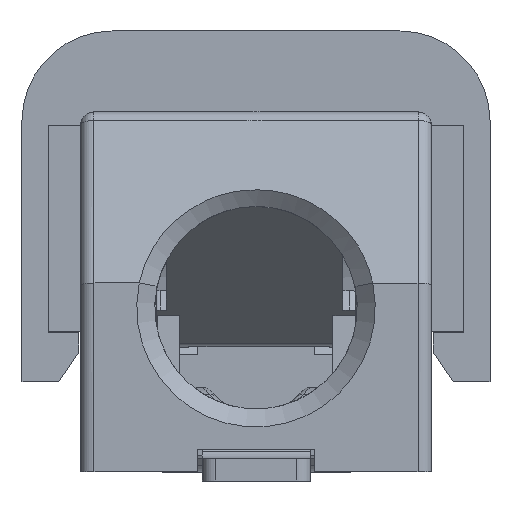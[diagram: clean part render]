
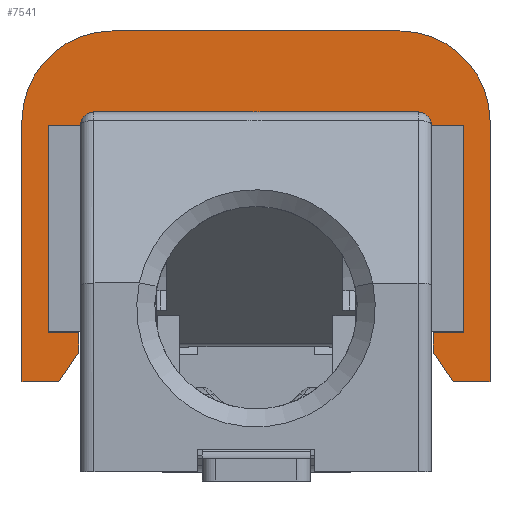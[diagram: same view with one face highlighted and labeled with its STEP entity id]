
A CAD part, front view. The second image highlights one B-rep face of the part: STEP entity #7541.
In plain terms, the highlighted planar face has unit normal (0, -1, 0).
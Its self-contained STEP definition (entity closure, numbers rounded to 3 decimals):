
#257=CIRCLE('',#8023,1.);
#258=CIRCLE('',#8026,1.);
#259=CIRCLE('',#8036,0.25);
#260=CIRCLE('',#8038,0.25);
#1411=ORIENTED_EDGE('',*,*,#3182,.F.);
#1412=ORIENTED_EDGE('',*,*,#3194,.T.);
#1413=ORIENTED_EDGE('',*,*,#3196,.T.);
#1414=ORIENTED_EDGE('',*,*,#3198,.T.);
#1415=ORIENTED_EDGE('',*,*,#3200,.T.);
#1416=ORIENTED_EDGE('',*,*,#3202,.T.);
#1417=ORIENTED_EDGE('',*,*,#3204,.T.);
#1418=ORIENTED_EDGE('',*,*,#3206,.T.);
#1419=ORIENTED_EDGE('',*,*,#3207,.T.);
#1420=ORIENTED_EDGE('',*,*,#3209,.T.);
#1421=ORIENTED_EDGE('',*,*,#3211,.F.);
#1422=ORIENTED_EDGE('',*,*,#3213,.F.);
#1423=ORIENTED_EDGE('',*,*,#3215,.F.);
#1424=ORIENTED_EDGE('',*,*,#3218,.T.);
#1425=ORIENTED_EDGE('',*,*,#3219,.T.);
#1426=ORIENTED_EDGE('',*,*,#3150,.T.);
#1427=ORIENTED_EDGE('',*,*,#3192,.F.);
#1428=ORIENTED_EDGE('',*,*,#3191,.F.);
#1429=ORIENTED_EDGE('',*,*,#3189,.F.);
#1430=ORIENTED_EDGE('',*,*,#3146,.T.);
#1431=ORIENTED_EDGE('',*,*,#3221,.T.);
#1432=ORIENTED_EDGE('',*,*,#3222,.T.);
#1433=ORIENTED_EDGE('',*,*,#3175,.T.);
#1434=ORIENTED_EDGE('',*,*,#3178,.F.);
#1435=ORIENTED_EDGE('',*,*,#3181,.T.);
#1436=ORIENTED_EDGE('',*,*,#3223,.T.);
#3146=EDGE_CURVE('',#4132,#4131,#4953,.T.);
#3150=EDGE_CURVE('',#4136,#4135,#4957,.T.);
#3175=EDGE_CURVE('',#4155,#4156,#4980,.T.);
#3178=EDGE_CURVE('',#4157,#4156,#4983,.T.);
#3181=EDGE_CURVE('',#4157,#4158,#4986,.T.);
#3182=EDGE_CURVE('',#4159,#4160,#4987,.F.);
#3189=EDGE_CURVE('',#4132,#4163,#4994,.T.);
#3191=EDGE_CURVE('',#4163,#4164,#4996,.T.);
#3192=EDGE_CURVE('',#4164,#4135,#4997,.T.);
#3194=EDGE_CURVE('',#4159,#4165,#4999,.T.);
#3196=EDGE_CURVE('',#4165,#4166,#5001,.T.);
#3198=EDGE_CURVE('',#4166,#4167,#257,.T.);
#3200=EDGE_CURVE('',#4167,#4168,#5004,.T.);
#3202=EDGE_CURVE('',#4168,#4169,#258,.T.);
#3204=EDGE_CURVE('',#4169,#4170,#5007,.T.);
#3206=EDGE_CURVE('',#4170,#4171,#5009,.T.);
#3207=EDGE_CURVE('',#4171,#4172,#5010,.F.);
#3209=EDGE_CURVE('',#4172,#4173,#5012,.T.);
#3211=EDGE_CURVE('',#4174,#4173,#5014,.T.);
#3213=EDGE_CURVE('',#4175,#4174,#5016,.T.);
#3215=EDGE_CURVE('',#4176,#4175,#5018,.T.);
#3218=EDGE_CURVE('',#4176,#4177,#5021,.T.);
#3219=EDGE_CURVE('',#4177,#4136,#259,.T.);
#3221=EDGE_CURVE('',#4131,#4178,#260,.T.);
#3222=EDGE_CURVE('',#4178,#4155,#5023,.T.);
#3223=EDGE_CURVE('',#4158,#4160,#5024,.T.);
#4131=VERTEX_POINT('',#11550);
#4132=VERTEX_POINT('',#11552);
#4135=VERTEX_POINT('',#11558);
#4136=VERTEX_POINT('',#11560);
#4155=VERTEX_POINT('',#11607);
#4156=VERTEX_POINT('',#11608);
#4157=VERTEX_POINT('',#11613);
#4158=VERTEX_POINT('',#11617);
#4159=VERTEX_POINT('',#11621);
#4160=VERTEX_POINT('',#11622);
#4163=VERTEX_POINT('',#11633);
#4164=VERTEX_POINT('',#11637);
#4165=VERTEX_POINT('',#11643);
#4166=VERTEX_POINT('',#11647);
#4167=VERTEX_POINT('',#11651);
#4168=VERTEX_POINT('',#11655);
#4169=VERTEX_POINT('',#11659);
#4170=VERTEX_POINT('',#11663);
#4171=VERTEX_POINT('',#11667);
#4172=VERTEX_POINT('',#11671);
#4173=VERTEX_POINT('',#11675);
#4174=VERTEX_POINT('',#11679);
#4175=VERTEX_POINT('',#11683);
#4176=VERTEX_POINT('',#11687);
#4177=VERTEX_POINT('',#11691);
#4178=VERTEX_POINT('',#11697);
#4953=LINE('',#11551,#5813);
#4957=LINE('',#11559,#5817);
#4980=LINE('',#11606,#5840);
#4983=LINE('',#11612,#5843);
#4986=LINE('',#11618,#5846);
#4987=LINE('',#11620,#5847);
#4994=LINE('',#11634,#5854);
#4996=LINE('',#11638,#5856);
#4997=LINE('',#11640,#5857);
#4999=LINE('',#11644,#5859);
#5001=LINE('',#11648,#5861);
#5004=LINE('',#11656,#5864);
#5007=LINE('',#11664,#5867);
#5009=LINE('',#11668,#5869);
#5010=LINE('',#11670,#5870);
#5012=LINE('',#11674,#5872);
#5014=LINE('',#11678,#5874);
#5016=LINE('',#11682,#5876);
#5018=LINE('',#11686,#5878);
#5021=LINE('',#11692,#5881);
#5023=LINE('',#11700,#5883);
#5024=LINE('',#11702,#5884);
#5813=VECTOR('',#9248,1000.);
#5817=VECTOR('',#9252,1000.);
#5840=VECTOR('',#9285,1000.);
#5843=VECTOR('',#9290,1000.);
#5846=VECTOR('',#9295,1000.);
#5847=VECTOR('',#9298,1000.);
#5854=VECTOR('',#9309,1000.);
#5856=VECTOR('',#9313,1000.);
#5857=VECTOR('',#9316,1000.);
#5859=VECTOR('',#9320,1000.);
#5861=VECTOR('',#9324,1000.);
#5864=VECTOR('',#9333,1000.);
#5867=VECTOR('',#9342,1000.);
#5869=VECTOR('',#9346,1000.);
#5870=VECTOR('',#9349,1000.);
#5872=VECTOR('',#9353,1000.);
#5874=VECTOR('',#9357,1000.);
#5876=VECTOR('',#9361,1000.);
#5878=VECTOR('',#9365,1000.);
#5881=VECTOR('',#9370,1000.);
#5883=VECTOR('',#9382,1000.);
#5884=VECTOR('',#9385,1000.);
#6463=EDGE_LOOP('',(#1411,#1412,#1413,#1414,#1415,#1416,#1417,#1418,#1419,
#1420,#1421,#1422,#1423,#1424,#1425,#1426,#1427,#1428,#1429,#1430,#1431,
#1432,#1433,#1434,#1435,#1436));
#6869=FACE_BOUND('',#6463,.T.);
#7239=PLANE('',#8040);
#7541=ADVANCED_FACE('',(#6869),#7239,.F.);
#8023=AXIS2_PLACEMENT_3D('',#11652,#9328,#9329);
#8026=AXIS2_PLACEMENT_3D('',#11660,#9337,#9338);
#8036=AXIS2_PLACEMENT_3D('',#11694,#9373,#9374);
#8038=AXIS2_PLACEMENT_3D('',#11698,#9378,#9379);
#8040=AXIS2_PLACEMENT_3D('',#11701,#9383,#9384);
#9248=DIRECTION('',(1.,0.,0.));
#9252=DIRECTION('',(1.,0.,0.));
#9285=DIRECTION('',(0.707,0.,-0.707));
#9290=DIRECTION('',(0.,0.,1.));
#9295=DIRECTION('',(-1.,0.,0.));
#9298=DIRECTION('',(0.555,0.,-0.832));
#9309=DIRECTION('',(0.,0.,-1.));
#9313=DIRECTION('',(-1.,0.,0.));
#9316=DIRECTION('',(0.,0.,1.));
#9320=DIRECTION('',(1.,0.,0.));
#9324=DIRECTION('',(0.,0.,1.));
#9328=DIRECTION('',(0.,-1.,0.));
#9329=DIRECTION('',(-1.,0.,0.));
#9333=DIRECTION('',(-1.,0.,0.));
#9337=DIRECTION('',(0.,-1.,0.));
#9338=DIRECTION('',(1.,0.,0.));
#9342=DIRECTION('',(0.,0.,-1.));
#9346=DIRECTION('',(1.,0.,0.));
#9349=DIRECTION('',(-0.555,0.,-0.832));
#9353=DIRECTION('',(0.,0.,1.));
#9357=DIRECTION('',(1.,0.,0.));
#9361=DIRECTION('',(0.,0.,-1.));
#9365=DIRECTION('',(-0.707,0.,-0.707));
#9370=DIRECTION('',(0.,0.,1.));
#9373=DIRECTION('',(0.,1.,0.));
#9374=DIRECTION('',(1.,0.,0.));
#9378=DIRECTION('',(0.,1.,0.));
#9379=DIRECTION('',(-1.,0.,0.));
#9382=DIRECTION('',(0.,0.,-1.));
#9383=DIRECTION('',(0.,1.,0.));
#9384=DIRECTION('',(0.,0.,1.));
#9385=DIRECTION('',(0.,0.,-1.));
#11550=CARTESIAN_POINT('',(1.72,-2.7,0.));
#11551=CARTESIAN_POINT('',(-1.72,-2.7,0.));
#11552=CARTESIAN_POINT('',(0.62,-2.7,0.));
#11558=CARTESIAN_POINT('',(-0.62,-2.7,0.));
#11559=CARTESIAN_POINT('',(-1.72,-2.7,0.));
#11560=CARTESIAN_POINT('',(-1.72,-2.7,0.));
#11606=CARTESIAN_POINT('',(1.1,-2.7,-0.87));
#11607=CARTESIAN_POINT('',(1.97,-2.7,-1.74));
#11608=CARTESIAN_POINT('',(2.31,-2.7,-2.08));
#11612=CARTESIAN_POINT('',(2.31,-2.7,-0.25));
#11613=CARTESIAN_POINT('',(2.31,-2.7,-2.45));
#11617=CARTESIAN_POINT('',(1.97,-2.7,-2.45));
#11618=CARTESIAN_POINT('',(1.72,-2.7,-2.45));
#11620=CARTESIAN_POINT('',(1.97,-2.7,-2.67));
#11621=CARTESIAN_POINT('',(2.19,-2.7,-3.));
#11622=CARTESIAN_POINT('',(1.97,-2.7,-2.67));
#11633=CARTESIAN_POINT('',(0.62,-2.7,-0.55));
#11634=CARTESIAN_POINT('',(0.62,-2.7,0.));
#11637=CARTESIAN_POINT('',(-0.62,-2.7,-0.55));
#11638=CARTESIAN_POINT('',(0.62,-2.7,-0.55));
#11640=CARTESIAN_POINT('',(-0.62,-2.7,-0.55));
#11643=CARTESIAN_POINT('',(2.6,-2.7,-3.));
#11644=CARTESIAN_POINT('',(1.97,-2.7,-3.));
#11647=CARTESIAN_POINT('',(2.6,-2.7,-0.1));
#11648=CARTESIAN_POINT('',(2.6,-2.7,-3.));
#11651=CARTESIAN_POINT('',(1.6,-2.7,0.9));
#11652=CARTESIAN_POINT('',(1.6,-2.7,-0.1));
#11655=CARTESIAN_POINT('',(-1.6,-2.7,0.9));
#11656=CARTESIAN_POINT('',(1.6,-2.7,0.9));
#11659=CARTESIAN_POINT('',(-2.6,-2.7,-0.1));
#11660=CARTESIAN_POINT('',(-1.6,-2.7,-0.1));
#11663=CARTESIAN_POINT('',(-2.6,-2.7,-3.));
#11664=CARTESIAN_POINT('',(-2.6,-2.7,-0.1));
#11667=CARTESIAN_POINT('',(-2.19,-2.7,-3.));
#11668=CARTESIAN_POINT('',(-2.6,-2.7,-3.));
#11670=CARTESIAN_POINT('',(-1.97,-2.7,-2.67));
#11671=CARTESIAN_POINT('',(-1.97,-2.7,-2.67));
#11674=CARTESIAN_POINT('',(-1.97,-2.7,-3.));
#11675=CARTESIAN_POINT('',(-1.97,-2.7,-2.45));
#11678=CARTESIAN_POINT('',(-1.72,-2.7,-2.45));
#11679=CARTESIAN_POINT('',(-2.31,-2.7,-2.45));
#11682=CARTESIAN_POINT('',(-2.31,-2.7,-0.25));
#11683=CARTESIAN_POINT('',(-2.31,-2.7,-2.08));
#11686=CARTESIAN_POINT('',(-1.1,-2.7,-0.87));
#11687=CARTESIAN_POINT('',(-1.97,-2.7,-1.74));
#11691=CARTESIAN_POINT('',(-1.97,-2.7,-0.25));
#11692=CARTESIAN_POINT('',(-1.97,-2.7,-3.));
#11694=CARTESIAN_POINT('',(-1.72,-2.7,-0.25));
#11697=CARTESIAN_POINT('',(1.97,-2.7,-0.25));
#11698=CARTESIAN_POINT('',(1.72,-2.7,-0.25));
#11700=CARTESIAN_POINT('',(1.97,-2.7,-0.25));
#11701=CARTESIAN_POINT('',(-1.72,-2.7,-0.25));
#11702=CARTESIAN_POINT('',(1.97,-2.7,-0.25));
